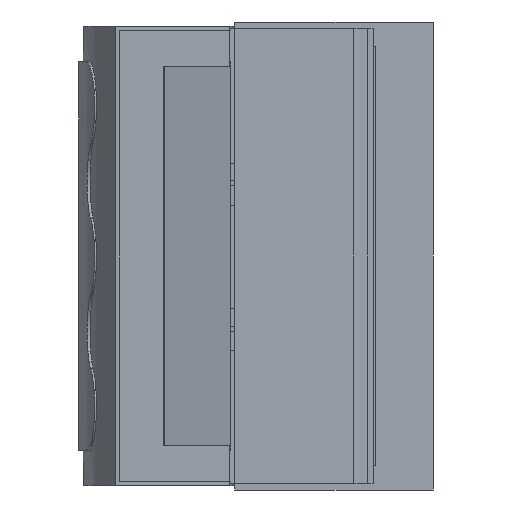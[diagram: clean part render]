
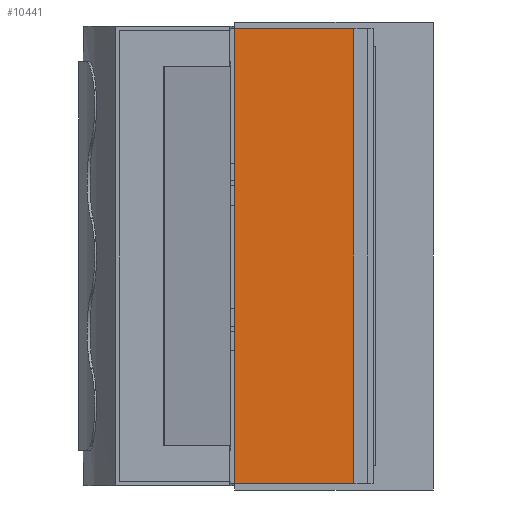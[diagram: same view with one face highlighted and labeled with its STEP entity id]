
A CAD part, left-side view. The second image highlights one B-rep face of the part: STEP entity #10441.
In plain terms, the highlighted planar face has unit normal (-1, 0, 0).
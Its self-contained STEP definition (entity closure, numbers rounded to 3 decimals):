
#10421=AXIS2_PLACEMENT_3D('Plane Axis2P3D',#10418,#10419,#10420) ;
#9390=CARTESIAN_POINT('Vertex',(0.,8.,0.)) ;
#9406=CARTESIAN_POINT('Vertex',(0.,8.,103.)) ;
#9409=CARTESIAN_POINT('Line Origine',(0.,8.,51.5)) ;
#10385=CARTESIAN_POINT('Line Origine',(0.,21.5,0.)) ;
#10389=CARTESIAN_POINT('Vertex',(0.,35.,0.)) ;
#10418=CARTESIAN_POINT('Axis2P3D Location',(0.,0.,0.)) ;
#10423=CARTESIAN_POINT('Line Origine',(0.,35.,51.5)) ;
#10427=CARTESIAN_POINT('Vertex',(0.,35.,103.)) ;
#10430=CARTESIAN_POINT('Line Origine',(0.,21.5,103.)) ;
#9410=DIRECTION('Vector Direction',(0.,0.,-1.)) ;
#10386=DIRECTION('Vector Direction',(0.,-1.,0.)) ;
#10419=DIRECTION('Axis2P3D Direction',(-1.,0.,0.)) ;
#10420=DIRECTION('Axis2P3D XDirection',(0.,0.,1.)) ;
#10424=DIRECTION('Vector Direction',(0.,0.,1.)) ;
#10431=DIRECTION('Vector Direction',(0.,1.,0.)) ;
#9411=VECTOR('Line Direction',#9410,1.) ;
#10387=VECTOR('Line Direction',#10386,1.) ;
#10425=VECTOR('Line Direction',#10424,1.) ;
#10432=VECTOR('Line Direction',#10431,1.) ;
#10436=ORIENTED_EDGE('',*,*,#10429,.F.) ;
#10437=ORIENTED_EDGE('',*,*,#10391,.T.) ;
#10438=ORIENTED_EDGE('',*,*,#9413,.F.) ;
#10439=ORIENTED_EDGE('',*,*,#10434,.T.) ;
#10441=ADVANCED_FACE('MANIFOLD_SOLID_BREP #8117',(#10440),#10422,.T.) ;
#9413=EDGE_CURVE('',#9407,#9391,#9412,.T.) ;
#10391=EDGE_CURVE('',#10390,#9391,#10388,.T.) ;
#10429=EDGE_CURVE('',#10390,#10428,#10426,.T.) ;
#10434=EDGE_CURVE('',#9407,#10428,#10433,.T.) ;
#10435=EDGE_LOOP('',(#10436,#10437,#10438,#10439)) ;
#10440=FACE_OUTER_BOUND('',#10435,.T.) ;
#9412=LINE('Line',#9409,#9411) ;
#10388=LINE('Line',#10385,#10387) ;
#10426=LINE('Line',#10423,#10425) ;
#10433=LINE('Line',#10430,#10432) ;
#10422=PLANE('',#10421) ;
#9391=VERTEX_POINT('',#9390) ;
#9407=VERTEX_POINT('',#9406) ;
#10390=VERTEX_POINT('',#10389) ;
#10428=VERTEX_POINT('',#10427) ;
